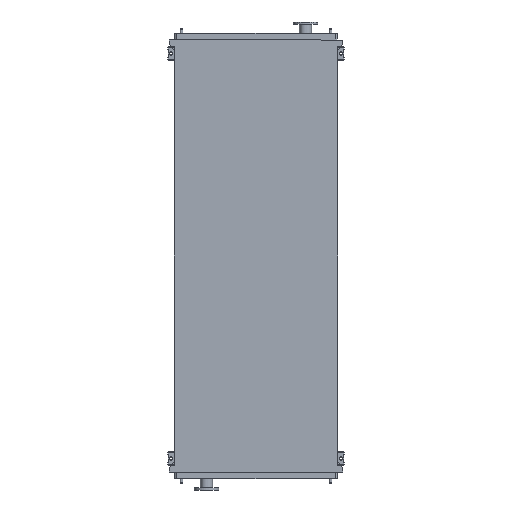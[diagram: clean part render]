
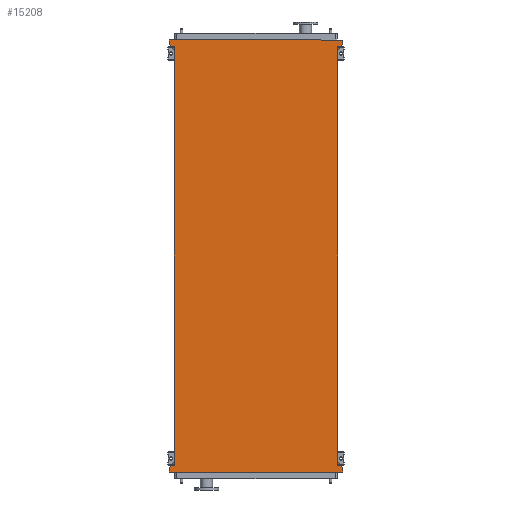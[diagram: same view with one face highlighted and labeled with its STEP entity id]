
A CAD part, front view. The second image highlights one B-rep face of the part: STEP entity #15208.
In plain terms, the highlighted planar face has unit normal (0, -1, 0).
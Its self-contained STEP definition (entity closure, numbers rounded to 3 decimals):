
#344 = VERTEX_POINT ( 'NONE', #14676 ) ;
#451 = DIRECTION ( 'NONE',  ( 0., 0., -1. ) ) ;
#716 = DIRECTION ( 'NONE',  ( 0.655, 0., 0.755 ) ) ;
#856 = DIRECTION ( 'NONE',  ( -0.655, 0., -0.755 ) ) ;
#1000 = VECTOR ( 'NONE', #856, 1000. ) ;
#1284 = DIRECTION ( 'NONE',  ( -1., 0., 0. ) ) ;
#1466 = LINE ( 'NONE', #13712, #16883 ) ;
#1688 = EDGE_CURVE ( 'NONE', #15105, #5862, #2404, .T. ) ;
#1954 = VERTEX_POINT ( 'NONE', #16189 ) ;
#1996 = PLANE ( 'NONE',  #18851 ) ;
#2150 = CARTESIAN_POINT ( 'NONE',  ( -771., 0., 95. ) ) ;
#2404 = LINE ( 'NONE', #5368, #1000 ) ;
#2524 = DIRECTION ( 'NONE',  ( 0., 0., 1. ) ) ;
#2886 = LINE ( 'NONE', #18290, #9859 ) ;
#3144 = EDGE_CURVE ( 'NONE', #10577, #5862, #7256, .T. ) ;
#3223 = LINE ( 'NONE', #4286, #13728 ) ;
#3258 = EDGE_CURVE ( 'NONE', #14374, #7011, #5864, .T. ) ;
#3271 = DIRECTION ( 'NONE',  ( -0.655, 0., 0.755 ) ) ;
#3504 = VECTOR ( 'NONE', #13074, 1000. ) ;
#3503 = CARTESIAN_POINT ( 'NONE',  ( -725., 0., -3650. ) ) ;
#3848 = LINE ( 'NONE', #8410, #4792 ) ;
#4286 = CARTESIAN_POINT ( 'NONE',  ( -725., 0., -3650. ) ) ;
#4548 = CARTESIAN_POINT ( 'NONE',  ( 771., 0., 95. ) ) ;
#4792 = VECTOR ( 'NONE', #8344, 1000. ) ;
#4948 = EDGE_CURVE ( 'NONE', #15567, #15358, #3223, .T. ) ;
#5019 = DIRECTION ( 'NONE',  ( 0., 0., -1. ) ) ;
#5368 = CARTESIAN_POINT ( 'NONE',  ( 771., 0., 53. ) ) ;
#5862 = VERTEX_POINT ( 'NONE', #11147 ) ;
#5864 = LINE ( 'NONE', #11715, #17275 ) ;
#5881 = EDGE_CURVE ( 'NONE', #17449, #15567, #6099, .T. ) ;
#6099 = LINE ( 'NONE', #15605, #13084 ) ;
#6245 = CARTESIAN_POINT ( 'NONE',  ( 771., 0., 53. ) ) ;
#6305 = VECTOR ( 'NONE', #10067, 1000. ) ;
#6360 = CARTESIAN_POINT ( 'NONE',  ( -771., 0., 53. ) ) ;
#6501 = ORIENTED_EDGE ( 'NONE', *, *, #1688, .F. ) ;
#6607 = EDGE_CURVE ( 'NONE', #12042, #15105, #18636, .T. ) ;
#6787 = VECTOR ( 'NONE', #2524, 1000. ) ;
#7011 = VERTEX_POINT ( 'NONE', #18386 ) ;
#7256 = LINE ( 'NONE', #14458, #6787 ) ;
#8001 = LINE ( 'NONE', #2150, #15963 ) ;
#8246 = CARTESIAN_POINT ( 'NONE',  ( -725., 0., 0. ) ) ;
#8344 = DIRECTION ( 'NONE',  ( 0.655, 0., -0.755 ) ) ;
#8410 = CARTESIAN_POINT ( 'NONE',  ( 725., 0., -3650. ) ) ;
#8539 = ORIENTED_EDGE ( 'NONE', *, *, #11266, .F. ) ;
#8640 = ORIENTED_EDGE ( 'NONE', *, *, #13480, .F. ) ;
#8853 = CARTESIAN_POINT ( 'NONE',  ( 771., 0., -3745. ) ) ;
#9114 = ORIENTED_EDGE ( 'NONE', *, *, #4948, .F. ) ;
#9800 = CARTESIAN_POINT ( 'NONE',  ( -771., 0., -3703. ) ) ;
#9859 = VECTOR ( 'NONE', #451, 1000. ) ;
#10063 = CARTESIAN_POINT ( 'NONE',  ( -771., 0., 53. ) ) ;
#10067 = DIRECTION ( 'NONE',  ( 0., 0., -1. ) ) ;
#10345 = ORIENTED_EDGE ( 'NONE', *, *, #3144, .T. ) ;
#10577 = VERTEX_POINT ( 'NONE', #17738 ) ;
#10691 = FACE_OUTER_BOUND ( 'NONE', #11763, .T. ) ;
#10755 = ORIENTED_EDGE ( 'NONE', *, *, #19320, .F. ) ;
#11083 = DIRECTION ( 'NONE',  ( 1., 0., 0. ) ) ;
#11147 = CARTESIAN_POINT ( 'NONE',  ( 725., 0., 0. ) ) ;
#11150 = EDGE_CURVE ( 'NONE', #1954, #14374, #2886, .T. ) ;
#11266 = EDGE_CURVE ( 'NONE', #344, #12042, #8001, .T. ) ;
#11715 = CARTESIAN_POINT ( 'NONE',  ( 771., 0., -3745. ) ) ;
#11763 = EDGE_LOOP ( 'NONE', ( #10345, #6501, #13309, #8539, #8640, #10755, #9114, #12545, #16461, #18537, #18172, #18544 ) ) ;
#12022 = DIRECTION ( 'NONE',  ( 0., 0., 1. ) ) ;
#12042 = VERTEX_POINT ( 'NONE', #4548 ) ;
#12545 = ORIENTED_EDGE ( 'NONE', *, *, #5881, .F. ) ;
#13074 = DIRECTION ( 'NONE',  ( 0., 0., 1. ) ) ;
#13084 = VECTOR ( 'NONE', #716, 1000. ) ;
#13208 = DIRECTION ( 'NONE',  ( 0., 0., 1. ) ) ;
#13309 = ORIENTED_EDGE ( 'NONE', *, *, #6607, .F. ) ;
#13480 = EDGE_CURVE ( 'NONE', #15893, #344, #15404, .T. ) ;
#13527 = CARTESIAN_POINT ( 'NONE',  ( -771., 0., -3745. ) ) ;
#13712 = CARTESIAN_POINT ( 'NONE',  ( -725., 0., 0. ) ) ;
#13728 = VECTOR ( 'NONE', #13208, 1000. ) ;
#13941 = DIRECTION ( 'NONE',  ( 0., -1., 0. ) ) ;
#14195 = LINE ( 'NONE', #13527, #14662 ) ;
#14374 = VERTEX_POINT ( 'NONE', #8853 ) ;
#14458 = CARTESIAN_POINT ( 'NONE',  ( 725., 0., -3650. ) ) ;
#14662 = VECTOR ( 'NONE', #12022, 1000. ) ;
#14676 = CARTESIAN_POINT ( 'NONE',  ( -771., 0., 95. ) ) ;
#15105 = VERTEX_POINT ( 'NONE', #6245 ) ;
#15208 = ADVANCED_FACE ( 'NONE', ( #10691 ), #1996, .T. ) ;
#15358 = VERTEX_POINT ( 'NONE', #8246 ) ;
#15404 = LINE ( 'NONE', #10063, #3504 ) ;
#15567 = VERTEX_POINT ( 'NONE', #16086 ) ;
#15605 = CARTESIAN_POINT ( 'NONE',  ( -771., 0., -3703. ) ) ;
#15769 = EDGE_CURVE ( 'NONE', #7011, #17449, #14195, .T. ) ;
#15893 = VERTEX_POINT ( 'NONE', #6360 ) ;
#15963 = VECTOR ( 'NONE', #11083, 1000. ) ;
#16086 = CARTESIAN_POINT ( 'NONE',  ( -725., 0., -3650. ) ) ;
#16189 = CARTESIAN_POINT ( 'NONE',  ( 771., 0., -3703. ) ) ;
#16461 = ORIENTED_EDGE ( 'NONE', *, *, #15769, .F. ) ;
#16883 = VECTOR ( 'NONE', #3271, 1000. ) ;
#17275 = VECTOR ( 'NONE', #1284, 1000. ) ;
#17449 = VERTEX_POINT ( 'NONE', #9800 ) ;
#17505 = CARTESIAN_POINT ( 'NONE',  ( 771., 0., 95. ) ) ;
#17738 = CARTESIAN_POINT ( 'NONE',  ( 725., 0., -3650. ) ) ;
#18005 = EDGE_CURVE ( 'NONE', #10577, #1954, #3848, .T. ) ;
#18172 = ORIENTED_EDGE ( 'NONE', *, *, #11150, .F. ) ;
#18290 = CARTESIAN_POINT ( 'NONE',  ( 771., 0., -3703. ) ) ;
#18386 = CARTESIAN_POINT ( 'NONE',  ( -771., 0., -3745. ) ) ;
#18537 = ORIENTED_EDGE ( 'NONE', *, *, #3258, .F. ) ;
#18544 = ORIENTED_EDGE ( 'NONE', *, *, #18005, .F. ) ;
#18636 = LINE ( 'NONE', #17505, #6305 ) ;
#18851 = AXIS2_PLACEMENT_3D ( 'NONE', #3503, #13941, #5019 ) ;
#19320 = EDGE_CURVE ( 'NONE', #15358, #15893, #1466, .T. ) ;
